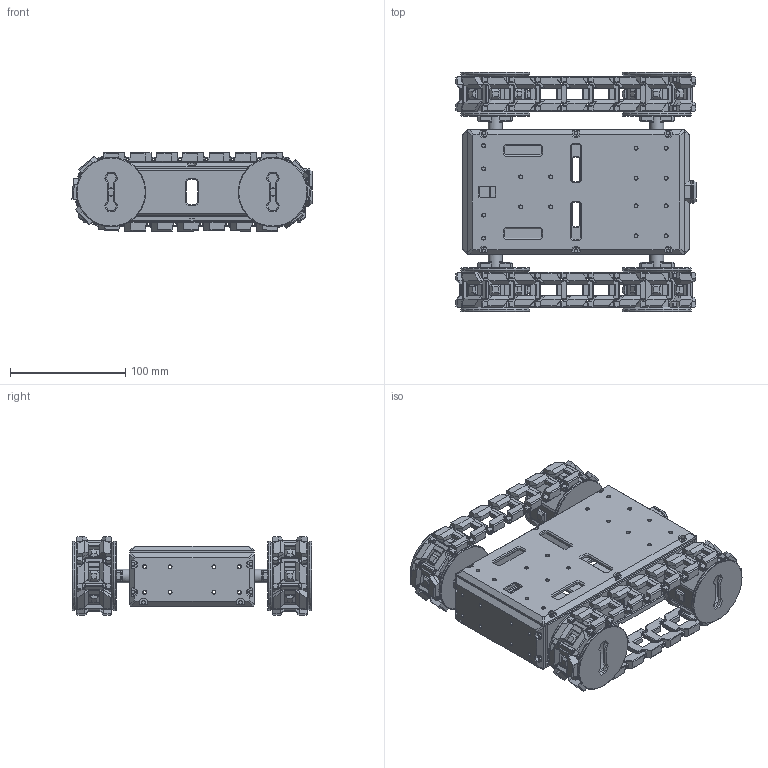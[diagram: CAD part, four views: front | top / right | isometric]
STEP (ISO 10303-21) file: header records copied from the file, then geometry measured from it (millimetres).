
FILE_DESCRIPTION(/* description */ (''),/* implementation_level */ '2;1');
FILE_NAME(/* name */ 'track_robot_chasis_v1 v39.step',/* time_stamp */ '2021-06-12T17:47:52-08:00',/* author */ (''),/* organization */ (''),/* preprocessor_version */ 'ST-DEVELOPER v18.1',/* originating_system */ 'Autodesk Translation Framework v10.9.0.1377',/* authorisation */ '');
FILE_SCHEMA (('AUTOMOTIVE_DESIGN { 1 0 10303 214 3 1 1 }'));
Products named in the file (24): track_robot_chasis_v1; Component1; Component3; Component4; Component5; Component6; Component7; Component8; Component9; Component10; Component8(Mirror); Component9(Mirror); Component10(Mirror); Component8(Mirror) (1); Component9(Mirror) (1); Component10(Mirror) (1); Component8(Mirror)(Mirror); Component9(Mirror)(Mirror); Component10(Mirror)(Mirror); Component25; Component30; Component31; Component30(Mirror); Component31(Mirror)
Assembly tree (61 placements, depth 3):
  track_robot_chasis_v1
    Component1
    Component3
    Component4
    Component5
    Component6
    Component7
    Component8
    Component9
    Component10
    Component8(Mirror)
    Component9(Mirror)
    Component10(Mirror)
    Component8(Mirror) (1)
    Component9(Mirror) (1)
    Component10(Mirror) (1)
    Component8(Mirror)(Mirror)
    Component9(Mirror)(Mirror)
    Component10(Mirror)(Mirror)
    Component25
    Component30
      Component31  x20
    Component30(Mirror)
      Component31(Mirror)  x20
Bounding box: 208.01 x 207.6 x 67.95 mm (x, y, z)
Volume: 579551 mm3; surface area: 322281.2 mm2
Topology: 59 solids, 59 shells, 6320 faces, 14812 edges, 8716 vertices
Faces by surface type: plane 5532, cone 504, cylinder 284
Full cylindrical faces by diameter (mm): 2.4 x120, 3 x104, 3.2 x8, 4.6 x4, 6.2 x4, 12 x4, 13 x4, 40 x4, 46 x8, 60 x8
Entity records: 83679 total; most frequent: CARTESIAN_POINT 14497, ORIENTED_EDGE 14120, DIRECTION 13614, EDGE_CURVE 7060, LINE 6348, VECTOR 6348, VERTEX_POINT 4308, AXIS2_PLACEMENT_3D 3633
